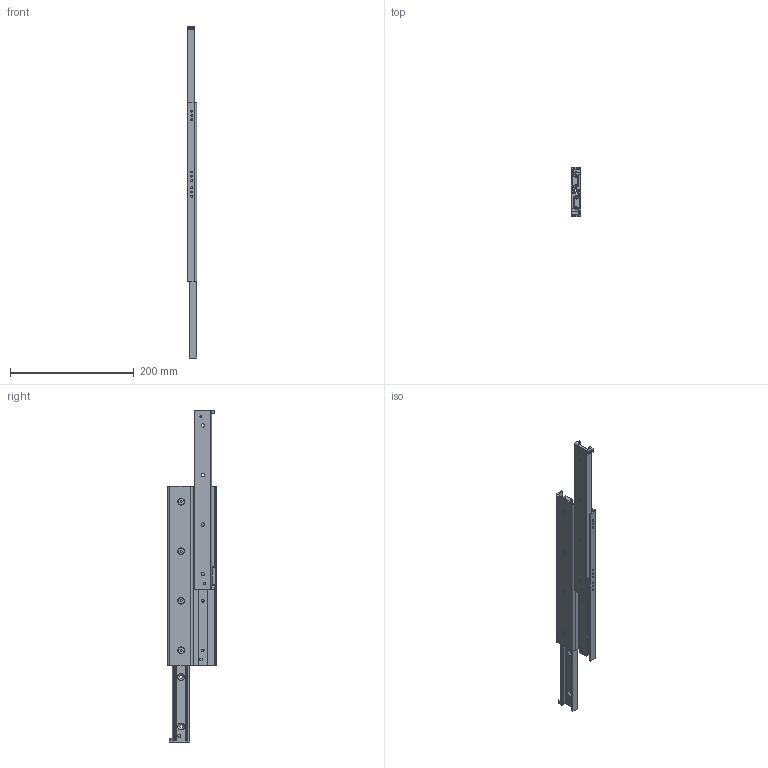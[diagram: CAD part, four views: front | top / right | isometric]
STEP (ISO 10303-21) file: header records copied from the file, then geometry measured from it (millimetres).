
FILE_DESCRIPTION((''),'2;1');
FILE_NAME('LCAS 28H.D-0290.stp','2011-03-01T16:01:47',('MKoza'),(''),'Autodesk Inventor 2009','Autodesk Inventor 2009','');
FILE_SCHEMA(('AUTOMOTIVE_DESIGN { 1 0 10303 214 1 1 1 1 }'));
Length unit declared in the file: millimetre
Products named in the file (11): LCAS 28H.D; ZP 28H.S; LCN 28H; LLMG 28H; SP.L 28H; AG.L 28H-4,5; AP.L 28H; KF.LCA 28H; DIN 7991 M5x8; VKB.L 28H 4x7; AS.L 28H 4x3,8
Assembly tree (33 placements, depth 2):
  LCAS 28H.D
    ZP 28H.S
    LCN 28H  x2
    LLMG 28H  x2
    SP.L 28H  x2
    AG.L 28H-4,5  x4
    AP.L 28H  x4
    KF.LCA 28H  x2
    DIN 7991 M5x8  x8
    VKB.L 28H 4x7  x4
    AS.L 28H 4x3,8  x4
Bounding box: 15.8 x 80 x 536 mm (x, y, z)
Volume: 245421.4 mm3; surface area: 179208.8 mm2
Topology: 33 solids, 33 shells, 618 faces, 1612 edges, 1068 vertices
Faces by surface type: plane 352, bspline 134, cylinder 106, cone 26
Full cylindrical faces by diameter (mm): 3.9 x4, 4 x4, 5 x12, 10 x8
Entity records: 9314 total; most frequent: CARTESIAN_POINT 2837, DIRECTION 1235, ORIENTED_EDGE 1156, EDGE_CURVE 578, AXIS2_PLACEMENT_3D 442, EDGE_LOOP 439, VERTEX_POINT 431, VECTOR 351
